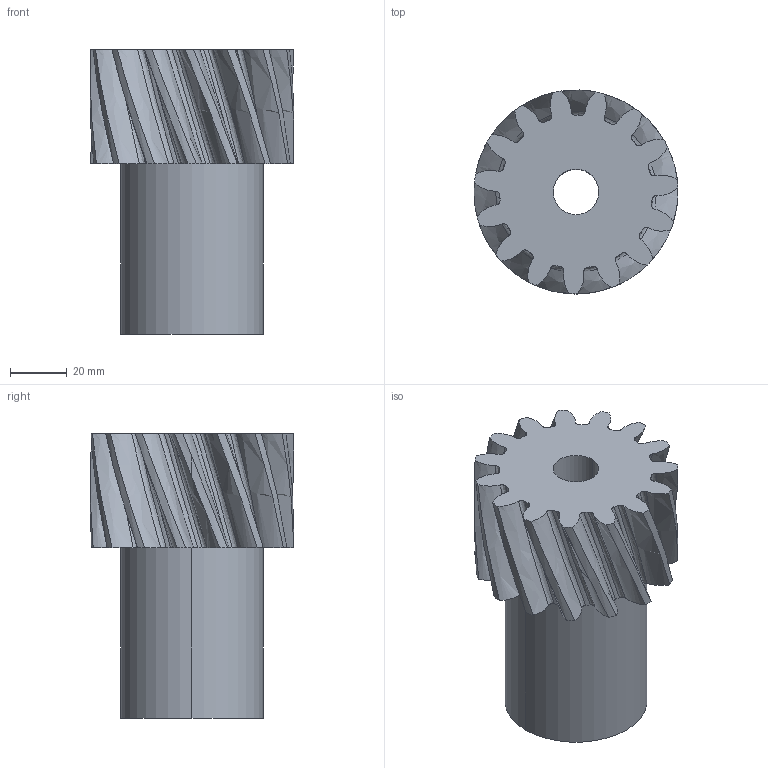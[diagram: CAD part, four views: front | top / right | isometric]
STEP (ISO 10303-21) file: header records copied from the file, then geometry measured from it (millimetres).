
FILE_DESCRIPTION (( 'STEP AP214' ), '1' );
FILE_NAME ('126-040-015.step', '2010-07-19T09:40:10', ( 'WMH Herion Antriebstechnik GmbH' ), ( 'WMH Herion Antriebstechnik GmbH' ), 'SwSTEP 2.0', 'SolidWorks 2010', '' );
FILE_SCHEMA (( 'AUTOMOTIVE_DESIGN' ));
Length unit declared in the file: millimetre
Products named in the file (1): 126-040-015
Bounding box: 71.64 x 71.64 x 100 mm (x, y, z)
Volume: 222029.7 mm3; surface area: 36181.8 mm2
Topology: 1 solids, 1 shells, 98 faces, 285 edges, 190 vertices
Faces by surface type: bspline 75, cylinder 20, plane 3
Entity records: 14283 total; most frequent: CARTESIAN_POINT 12308, ORIENTED_EDGE 570, EDGE_CURVE 285, DIRECTION 219, VERTEX_POINT 190, B_SPLINE_CURVE_WITH_KNOTS 120, AXIS2_PLACEMENT_3D 107, EDGE_LOOP 101
